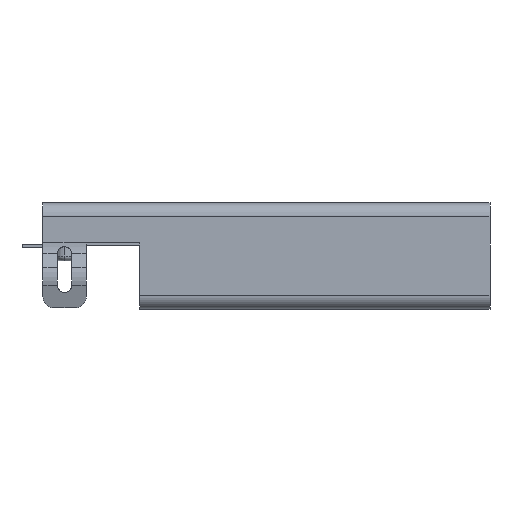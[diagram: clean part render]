
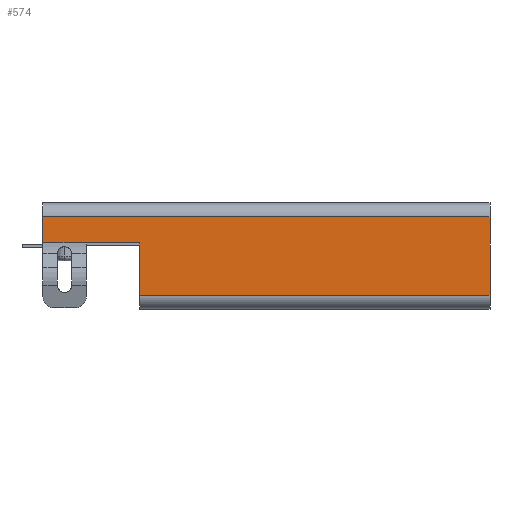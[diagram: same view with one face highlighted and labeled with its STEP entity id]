
A CAD part, left-side view. The second image highlights one B-rep face of the part: STEP entity #574.
In plain terms, the highlighted planar face has unit normal (-1, 0, 0).
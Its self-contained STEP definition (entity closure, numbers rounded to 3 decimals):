
#104 = VERTEX_POINT ( 'NONE', #4491 ) ;
#108 = LINE ( 'NONE', #26042, #1560 ) ;
#562 = CARTESIAN_POINT ( 'NONE',  ( -6., 0., 0.55 ) ) ;
#574 = ADVANCED_FACE ( 'NONE', ( #6489 ), #14146, .T. ) ;
#1560 = VECTOR ( 'NONE', #20992, 1000. ) ;
#2252 = VECTOR ( 'NONE', #15052, 1000. ) ;
#2473 = DIRECTION ( 'NONE',  ( 0., 1., 0. ) ) ;
#3130 = CARTESIAN_POINT ( 'NONE',  ( -6., 0., 0.55 ) ) ;
#3932 = VECTOR ( 'NONE', #14912, 1000. ) ;
#4491 = CARTESIAN_POINT ( 'NONE',  ( -6., -18.9, 1.65 ) ) ;
#5359 = CARTESIAN_POINT ( 'NONE',  ( -6., -4.1, -1.65 ) ) ;
#5457 = CARTESIAN_POINT ( 'NONE',  ( -6., -18.9, -1.65 ) ) ;
#5829 = EDGE_CURVE ( 'NONE', #26835, #21761, #108, .T. ) ;
#6237 = VERTEX_POINT ( 'NONE', #9954 ) ;
#6489 = FACE_OUTER_BOUND ( 'NONE', #30746, .T. ) ;
#7570 = CARTESIAN_POINT ( 'NONE',  ( -6., -4.1, 0.55 ) ) ;
#7749 = EDGE_CURVE ( 'NONE', #17412, #21761, #24156, .T. ) ;
#7817 = CARTESIAN_POINT ( 'NONE',  ( -6., 0., 1.65 ) ) ;
#9158 = CARTESIAN_POINT ( 'NONE',  ( -6., -18.9, 1.65 ) ) ;
#9877 = VECTOR ( 'NONE', #26476, 1000. ) ;
#9954 = CARTESIAN_POINT ( 'NONE',  ( -6., 0., 0.55 ) ) ;
#11640 = ORIENTED_EDGE ( 'NONE', *, *, #17090, .F. ) ;
#12037 = ORIENTED_EDGE ( 'NONE', *, *, #27141, .T. ) ;
#12177 = CARTESIAN_POINT ( 'NONE',  ( -6., 0., 1.65 ) ) ;
#12776 = DIRECTION ( 'NONE',  ( 0., 1., 0. ) ) ;
#14146 = PLANE ( 'NONE',  #18792 ) ;
#14576 = CARTESIAN_POINT ( 'NONE',  ( -6., -18.9, -1.65 ) ) ;
#14912 = DIRECTION ( 'NONE',  ( 0., 1., 0. ) ) ;
#14956 = CARTESIAN_POINT ( 'NONE',  ( -6., -18.9, 1.65 ) ) ;
#15052 = DIRECTION ( 'NONE',  ( 0., 1., 0. ) ) ;
#16045 = DIRECTION ( 'NONE',  ( 0., 0., 1. ) ) ;
#16469 = VERTEX_POINT ( 'NONE', #7817 ) ;
#17090 = EDGE_CURVE ( 'NONE', #24747, #6237, #24655, .T. ) ;
#17412 = VERTEX_POINT ( 'NONE', #5457 ) ;
#18792 = AXIS2_PLACEMENT_3D ( 'NONE', #9158, #21181, #16045 ) ;
#19143 = ORIENTED_EDGE ( 'NONE', *, *, #7749, .F. ) ;
#19887 = LINE ( 'NONE', #562, #2252 ) ;
#20386 = VECTOR ( 'NONE', #2473, 1000. ) ;
#20701 = DIRECTION ( 'NONE',  ( 0., 0., 1. ) ) ;
#20847 = CARTESIAN_POINT ( 'NONE',  ( -6., -18.9, 1.65 ) ) ;
#20944 = ORIENTED_EDGE ( 'NONE', *, *, #5829, .T. ) ;
#20992 = DIRECTION ( 'NONE',  ( 0., 0., -1. ) ) ;
#21181 = DIRECTION ( 'NONE',  ( -1., 0., 0. ) ) ;
#21761 = VERTEX_POINT ( 'NONE', #5359 ) ;
#22849 = EDGE_CURVE ( 'NONE', #6237, #16469, #28705, .T. ) ;
#22951 = VECTOR ( 'NONE', #12776, 1000. ) ;
#23552 = EDGE_CURVE ( 'NONE', #104, #16469, #26889, .T. ) ;
#23675 = ORIENTED_EDGE ( 'NONE', *, *, #22849, .F. ) ;
#23737 = ORIENTED_EDGE ( 'NONE', *, *, #23552, .T. ) ;
#24156 = LINE ( 'NONE', #14576, #3932 ) ;
#24655 = LINE ( 'NONE', #3130, #20386 ) ;
#24747 = VERTEX_POINT ( 'NONE', #26320 ) ;
#25903 = LINE ( 'NONE', #20847, #27156 ) ;
#26042 = CARTESIAN_POINT ( 'NONE',  ( -6., -4.1, 0.55 ) ) ;
#26320 = CARTESIAN_POINT ( 'NONE',  ( -6., -1.834, 0.55 ) ) ;
#26476 = DIRECTION ( 'NONE',  ( 0., 0., 1. ) ) ;
#26835 = VERTEX_POINT ( 'NONE', #7570 ) ;
#26889 = LINE ( 'NONE', #14956, #22951 ) ;
#27002 = ORIENTED_EDGE ( 'NONE', *, *, #30551, .F. ) ;
#27141 = EDGE_CURVE ( 'NONE', #17412, #104, #25903, .T. ) ;
#27156 = VECTOR ( 'NONE', #20701, 1000. ) ;
#28705 = LINE ( 'NONE', #12177, #9877 ) ;
#30551 = EDGE_CURVE ( 'NONE', #26835, #24747, #19887, .T. ) ;
#30746 = EDGE_LOOP ( 'NONE', ( #20944, #19143, #12037, #23737, #23675, #11640, #27002 ) ) ;
